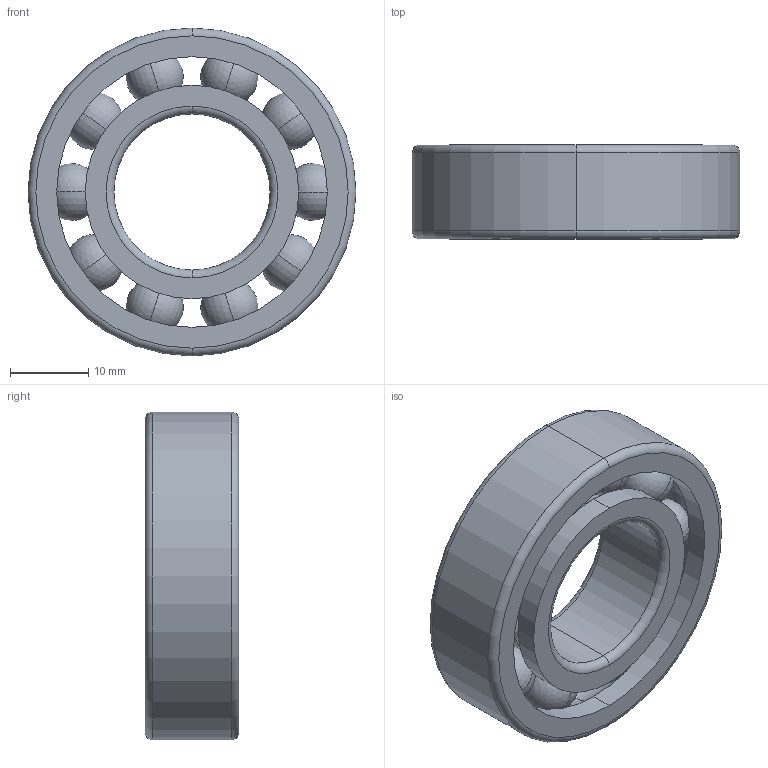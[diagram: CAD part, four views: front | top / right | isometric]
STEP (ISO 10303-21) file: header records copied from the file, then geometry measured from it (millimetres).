
FILE_DESCRIPTION (( 'STEP AP203' ), '1' );
FILE_NAME ('6004.STEP', '2023-10-21T06:51:20', ( '' ), ( '' ), 'SwSTEP 2.0', 'SolidWorks 2017', '' );
FILE_SCHEMA (( 'CONFIG_CONTROL_DESIGN' ));
Length unit declared in the file: millimetre
Products named in the file (1): 6004
Bounding box: 42 x 12 x 42 mm (x, y, z)
Volume: 8946.6 mm3; surface area: 7884.3 mm2
Topology: 12 solids, 12 shells, 50 faces, 130 edges, 84 vertices
Faces by surface type: sphere 20, torus 14, cylinder 12, plane 4
Entity records: 1251 total; most frequent: DIRECTION 250, CARTESIAN_POINT 185, ORIENTED_EDGE 160, AXIS2_PLACEMENT_3D 119, EDGE_CURVE 80, CIRCLE 68, EDGE_LOOP 54, VERTEX_POINT 54
